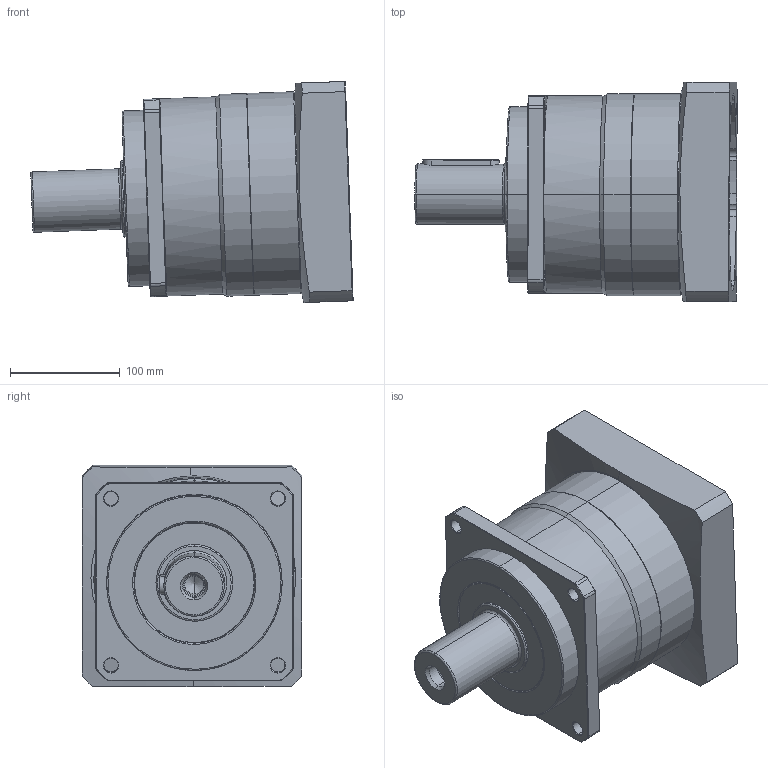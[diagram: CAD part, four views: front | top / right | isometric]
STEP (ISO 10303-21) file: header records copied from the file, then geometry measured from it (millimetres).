
FILE_DESCRIPTION (( 'STEP AP214' ), '1' );
FILE_NAME ('PB-180-010-S2-P2-¦µ42-¦µ180-¦µ215-M12-90.STEP', '2022-11-22T06:41:44', ( 'admin' ), ( '' ), 'SwSTEP 2.0', 'SolidWorks 2013', '' );
FILE_SCHEMA (( 'AUTOMOTIVE_DESIGN' ));
Length unit declared in the file: millimetre
Products named in the file (3): PB180-L1-42-180-215-M12-90(狟); PB180-L1-42-180-215-M12-90(奻); PB-180-010-S2-P2-朴42-朴180-朴215-M12-90
Assembly tree (2 placements, depth 2):
  PB-180-010-S2-P2-朴42-朴180-朴215-M12-90
    PB180-L1-42-180-215-M12-90(奻)
    PB180-L1-42-180-215-M12-90(狟)
Bounding box: 293.65 x 200.15 x 201.48 mm (x, y, z)
Volume: 3566572 mm3; surface area: 521198.2 mm2
Topology: 9 solids, 11 shells, 508 faces, 1208 edges, 742 vertices
Faces by surface type: cylinder 228, plane 118, cone 113, bspline 49
Entity records: 17570 total; most frequent: CARTESIAN_POINT 5752, DIRECTION 2564, ORIENTED_EDGE 2342, EDGE_CURVE 1171, AXIS2_PLACEMENT_3D 1058, VERTEX_POINT 742, EDGE_LOOP 607, CIRCLE 594
